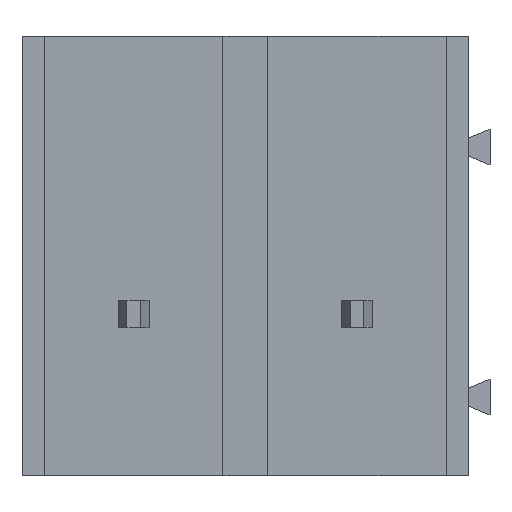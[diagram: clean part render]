
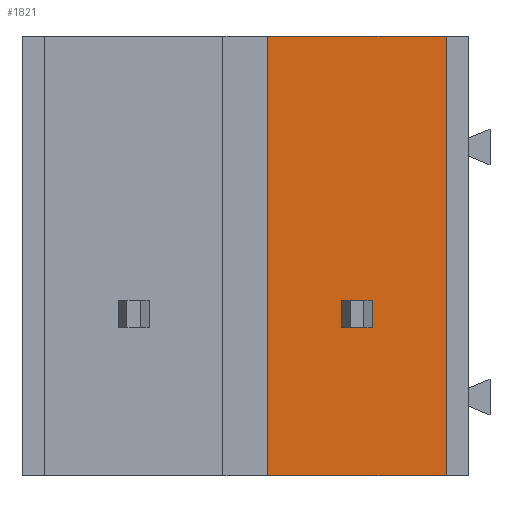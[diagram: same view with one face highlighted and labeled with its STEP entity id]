
A CAD part, front view. The second image highlights one B-rep face of the part: STEP entity #1821.
In plain terms, the highlighted planar face has unit normal (0, -1, 0).
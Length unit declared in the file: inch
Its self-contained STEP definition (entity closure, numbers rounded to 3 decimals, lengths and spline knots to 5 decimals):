
#161=DIRECTION('',(-1.,0.,0.));
#162=VECTOR('',#161,0.2);
#163=CARTESIAN_POINT('',(0.225,0.02,-0.228));
#164=LINE('',#163,#162);
#241=DIRECTION('',(-1.,0.,0.));
#242=VECTOR('',#241,0.2);
#243=CARTESIAN_POINT('',(0.225,0.02,0.264));
#244=LINE('',#243,#242);
#361=DIRECTION('',(0.,0.,-1.));
#362=VECTOR('',#361,0.492);
#363=CARTESIAN_POINT('',(0.225,0.02,0.264));
#364=LINE('',#363,#362);
#365=DIRECTION('',(0.,0.,-1.));
#366=VECTOR('',#365,0.031);
#367=CARTESIAN_POINT('',(0.1075,0.02,-0.0315));
#368=LINE('',#367,#366);
#369=DIRECTION('',(1.,0.,0.));
#370=VECTOR('',#369,0.035);
#371=CARTESIAN_POINT('',(0.1075,0.02,-0.0625));
#372=LINE('',#371,#370);
#373=DIRECTION('',(0.,0.,-1.));
#374=VECTOR('',#373,0.031);
#375=CARTESIAN_POINT('',(0.1425,0.02,-0.0315));
#376=LINE('',#375,#374);
#377=DIRECTION('',(1.,0.,0.));
#378=VECTOR('',#377,0.035);
#379=CARTESIAN_POINT('',(0.1075,0.02,-0.0315));
#380=LINE('',#379,#378);
#381=DIRECTION('',(0.,0.,-1.));
#382=VECTOR('',#381,0.492);
#383=CARTESIAN_POINT('',(0.025,0.02,0.264));
#384=LINE('',#383,#382);
#1181=CARTESIAN_POINT('',(0.225,0.02,0.264));
#1182=CARTESIAN_POINT('',(0.225,0.02,-0.228));
#1183=VERTEX_POINT('',#1181);
#1184=VERTEX_POINT('',#1182);
#1185=CARTESIAN_POINT('',(0.025,0.02,0.264));
#1186=CARTESIAN_POINT('',(0.025,0.02,-0.228));
#1187=VERTEX_POINT('',#1185);
#1188=VERTEX_POINT('',#1186);
#1265=CARTESIAN_POINT('',(0.1075,0.02,-0.0315));
#1266=CARTESIAN_POINT('',(0.1075,0.02,-0.0625));
#1267=VERTEX_POINT('',#1265);
#1268=VERTEX_POINT('',#1266);
#1269=CARTESIAN_POINT('',(0.1425,0.02,-0.0315));
#1270=CARTESIAN_POINT('',(0.1425,0.02,-0.0625));
#1271=VERTEX_POINT('',#1269);
#1272=VERTEX_POINT('',#1270);
#1799=CARTESIAN_POINT('',(0.225,0.02,0.264));
#1800=DIRECTION('',(0.,1.,0.));
#1801=DIRECTION('',(-1.,0.,0.));
#1802=AXIS2_PLACEMENT_3D('',#1799,#1800,#1801);
#1803=PLANE('',#1802);
#1804=ORIENTED_EDGE('',*,*,#1791,.T.);
#1805=ORIENTED_EDGE('',*,*,#1478,.T.);
#1807=ORIENTED_EDGE('',*,*,#1806,.F.);
#1808=ORIENTED_EDGE('',*,*,#1610,.F.);
#1809=EDGE_LOOP('',(#1804,#1805,#1807,#1808));
#1810=FACE_OUTER_BOUND('',#1809,.F.);
#1812=ORIENTED_EDGE('',*,*,#1811,.T.);
#1814=ORIENTED_EDGE('',*,*,#1813,.T.);
#1816=ORIENTED_EDGE('',*,*,#1815,.F.);
#1818=ORIENTED_EDGE('',*,*,#1817,.F.);
#1819=EDGE_LOOP('',(#1812,#1814,#1816,#1818));
#1820=FACE_BOUND('',#1819,.F.);
#1821=ADVANCED_FACE('',(#1810,#1820),#1803,.F.);
#1478=EDGE_CURVE('',#1184,#1188,#164,.T.);
#1610=EDGE_CURVE('',#1183,#1187,#244,.T.);
#1791=EDGE_CURVE('',#1183,#1184,#364,.T.);
#1806=EDGE_CURVE('',#1187,#1188,#384,.T.);
#1811=EDGE_CURVE('',#1267,#1268,#368,.T.);
#1813=EDGE_CURVE('',#1268,#1272,#372,.T.);
#1815=EDGE_CURVE('',#1271,#1272,#376,.T.);
#1817=EDGE_CURVE('',#1267,#1271,#380,.T.);
